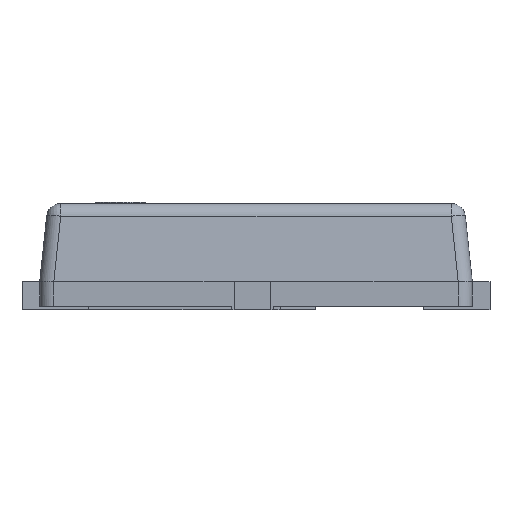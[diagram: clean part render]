
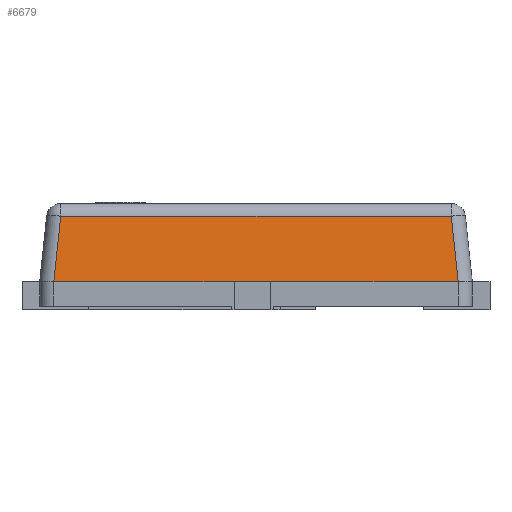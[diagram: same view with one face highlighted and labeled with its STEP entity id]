
A CAD part, left-side view. The second image highlights one B-rep face of the part: STEP entity #6679.
In plain terms, the highlighted planar face has unit normal (-0.995, 0, 0.104).
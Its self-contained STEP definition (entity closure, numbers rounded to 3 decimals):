
#261 = CARTESIAN_POINT ( 'NONE',  ( -1.525, -0.105, 0. ) ) ;
#318 = EDGE_CURVE ( 'NONE', #16722, #18121, #18330, .T. ) ;
#362 = CARTESIAN_POINT ( 'NONE',  ( -1.525, -1.426, 0. ) ) ;
#862 = CARTESIAN_POINT ( 'NONE',  ( -1.525, -1.425, 0. ) ) ;
#1381 = AXIS2_PLACEMENT_3D ( 'NONE', #10244, #5733, #12847 ) ;
#1815 = CARTESIAN_POINT ( 'NONE',  ( -1.525, -1.525, 0. ) ) ;
#2524 = EDGE_CURVE ( 'NONE', #12898, #4393, #13067, .T. ) ;
#2571 = ORIENTED_EDGE ( 'NONE', *, *, #318, .T. ) ;
#2695 = VECTOR ( 'NONE', #6105, 1000. ) ;
#2806 = CARTESIAN_POINT ( 'NONE',  ( -1.526, -1.427, -0.01 ) ) ;
#3354 = DIRECTION ( 'NONE',  ( 0.104, 0.104, 0.989 ) ) ;
#4240 = EDGE_LOOP ( 'NONE', ( #6141, #7841, #2571, #7440, #13374, #18051, #14377, #14591 ) ) ;
#4388 = PLANE ( 'NONE',  #1381 ) ;
#4393 = VERTEX_POINT ( 'NONE', #862 ) ;
#4414 = VECTOR ( 'NONE', #17811, 1000. ) ;
#4423 = CARTESIAN_POINT ( 'NONE',  ( -1.525, 1.426, 0. ) ) ;
#4488 = VECTOR ( 'NONE', #6246, 1000. ) ;
#4490 = EDGE_CURVE ( 'NONE', #5311, #14810, #4987, .T. ) ;
#4663 = VECTOR ( 'NONE', #10468, 1000. ) ;
#4675 = EDGE_CURVE ( 'NONE', #4393, #16722, #15398, .T. ) ;
#4815 = CARTESIAN_POINT ( 'NONE',  ( -1.525, -1.525, 0. ) ) ;
#4987 = LINE ( 'NONE', #10809, #4414 ) ;
#5164 = CARTESIAN_POINT ( 'NONE',  ( -1.525, 1.425, 0. ) ) ;
#5247 = CARTESIAN_POINT ( 'NONE',  ( -1.525, 1.425, 0. ) ) ;
#5311 = VERTEX_POINT ( 'NONE', #8486 ) ;
#5733 = DIRECTION ( 'NONE',  ( -0.995, 0., 0.105 ) ) ;
#6105 = DIRECTION ( 'NONE',  ( 0., -1., 0. ) ) ;
#6141 = ORIENTED_EDGE ( 'NONE', *, *, #2524, .T. ) ;
#6246 = DIRECTION ( 'NONE',  ( 0., -1., 0. ) ) ;
#6679 = ADVANCED_FACE ( 'NONE', ( #16959 ), #4388, .T. ) ;
#6837 = CARTESIAN_POINT ( 'NONE',  ( -1.525, 1.425, 0. ) ) ;
#7200 = LINE ( 'NONE', #15799, #13325 ) ;
#7337 = VERTEX_POINT ( 'NONE', #9267 ) ;
#7440 = ORIENTED_EDGE ( 'NONE', *, *, #10071, .T. ) ;
#7841 = ORIENTED_EDGE ( 'NONE', *, *, #4675, .T. ) ;
#8405 = CARTESIAN_POINT ( 'NONE',  ( -1.525, 0.155, 0. ) ) ;
#8486 = CARTESIAN_POINT ( 'NONE',  ( -1.477, 1.377, 0.46 ) ) ;
#9267 = CARTESIAN_POINT ( 'NONE',  ( -1.525, 1.425, 0. ) ) ;
#10071 = EDGE_CURVE ( 'NONE', #18121, #5311, #7200, .T. ) ;
#10244 = CARTESIAN_POINT ( 'NONE',  ( -1.525, -1.525, 0. ) ) ;
#10468 = DIRECTION ( 'NONE',  ( 0., -1., 0. ) ) ;
#10711 = CARTESIAN_POINT ( 'NONE',  ( -1.525, 1.426, 0. ) ) ;
#10809 = CARTESIAN_POINT ( 'NONE',  ( -1.493, 1.394, 0.303 ) ) ;
#11336 = DIRECTION ( 'NONE',  ( 0., 1., 0. ) ) ;
#11368 =( BOUNDED_CURVE ( )  B_SPLINE_CURVE ( 3, ( #10711, #5164, #6837, #5247 ),
 .UNSPECIFIED., .F., .T. ) 
 B_SPLINE_CURVE_WITH_KNOTS ( ( 4, 4 ),
 ( 3.136, 3.142 ),
 .UNSPECIFIED. ) 
 CURVE ( )  GEOMETRIC_REPRESENTATION_ITEM ( )  RATIONAL_B_SPLINE_CURVE ( ( 1., 1., 1., 1. ) ) 
 REPRESENTATION_ITEM ( '' )  );
#11784 = LINE ( 'NONE', #17478, #4488 ) ;
#11910 = VECTOR ( 'NONE', #3354, 1000. ) ;
#12847 = DIRECTION ( 'NONE',  ( 0.105, 0., 0.995 ) ) ;
#12898 = VERTEX_POINT ( 'NONE', #261 ) ;
#12981 = CARTESIAN_POINT ( 'NONE',  ( -1.477, -1.377, 0.46 ) ) ;
#13014 = CARTESIAN_POINT ( 'NONE',  ( -1.525, -1.425, 0. ) ) ;
#13067 = LINE ( 'NONE', #4815, #4663 ) ;
#13325 = VECTOR ( 'NONE', #11336, 1000. ) ;
#13374 = ORIENTED_EDGE ( 'NONE', *, *, #4490, .T. ) ;
#14127 = CARTESIAN_POINT ( 'NONE',  ( -1.525, -1.426, 0. ) ) ;
#14377 = ORIENTED_EDGE ( 'NONE', *, *, #17670, .T. ) ;
#14591 = ORIENTED_EDGE ( 'NONE', *, *, #17940, .T. ) ;
#14810 = VERTEX_POINT ( 'NONE', #4423 ) ;
#15270 = EDGE_CURVE ( 'NONE', #14810, #7337, #11368, .T. ) ;
#15398 =( BOUNDED_CURVE ( )  B_SPLINE_CURVE ( 3, ( #13014, #15529, #15801, #14127 ),
 .UNSPECIFIED., .F., .F. ) 
 B_SPLINE_CURVE_WITH_KNOTS ( ( 4, 4 ),
 ( 3.142, 3.147 ),
 .UNSPECIFIED. ) 
 CURVE ( )  GEOMETRIC_REPRESENTATION_ITEM ( )  RATIONAL_B_SPLINE_CURVE ( ( 1., 1., 1., 1. ) ) 
 REPRESENTATION_ITEM ( '' )  );
#15529 = CARTESIAN_POINT ( 'NONE',  ( -1.525, -1.425, 0. ) ) ;
#15799 = CARTESIAN_POINT ( 'NONE',  ( -1.477, -1.525, 0.46 ) ) ;
#15801 = CARTESIAN_POINT ( 'NONE',  ( -1.525, -1.425, 0. ) ) ;
#15958 = VERTEX_POINT ( 'NONE', #8405 ) ;
#16722 = VERTEX_POINT ( 'NONE', #362 ) ;
#16959 = FACE_OUTER_BOUND ( 'NONE', #4240, .T. ) ;
#17338 = LINE ( 'NONE', #1815, #2695 ) ;
#17478 = CARTESIAN_POINT ( 'NONE',  ( -1.525, -1.525, 0. ) ) ;
#17670 = EDGE_CURVE ( 'NONE', #7337, #15958, #17338, .T. ) ;
#17811 = DIRECTION ( 'NONE',  ( -0.104, 0.104, -0.989 ) ) ;
#17940 = EDGE_CURVE ( 'NONE', #15958, #12898, #11784, .T. ) ;
#18051 = ORIENTED_EDGE ( 'NONE', *, *, #15270, .T. ) ;
#18121 = VERTEX_POINT ( 'NONE', #12981 ) ;
#18330 = LINE ( 'NONE', #2806, #11910 ) ;
